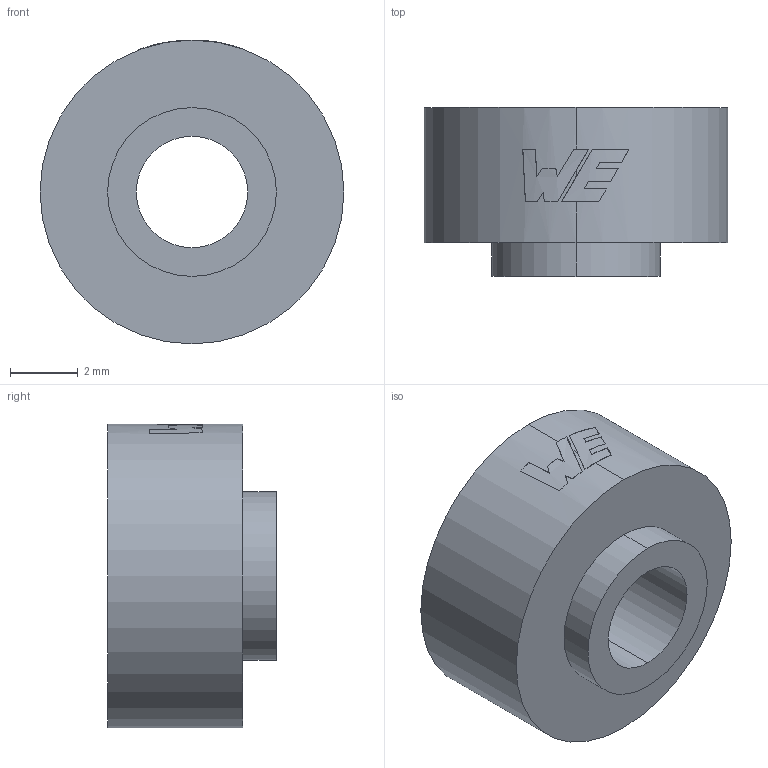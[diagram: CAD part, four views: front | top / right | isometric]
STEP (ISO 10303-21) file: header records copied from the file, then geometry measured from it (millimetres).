
FILE_DESCRIPTION (( 'STEP AP203' ), '1' );
FILE_NAME ('LF994004-C01.STEP', '2021-09-10T13:20:31', ( '' ), ( '' ), 'SwSTEP 2.0', 'SolidWorks 2018', '' );
FILE_SCHEMA (( 'CONFIG_CONTROL_DESIGN' ));
Length unit declared in the file: millimetre
Products named in the file (1): LF994004-C01
Bounding box: 9 x 5 x 9 mm (x, y, z)
Volume: 230.8 mm3; surface area: 289.2 mm2
Topology: 1 solids, 1 shells, 38 faces, 103 edges, 68 vertices
Faces by surface type: plane 14, bspline 14, cylinder 8, cone 2
Entity records: 1373 total; most frequent: CARTESIAN_POINT 445, ORIENTED_EDGE 206, DIRECTION 136, EDGE_CURVE 103, VERTEX_POINT 68, AXIS2_PLACEMENT_3D 63, B_SPLINE_CURVE_WITH_KNOTS 55, EDGE_LOOP 41
